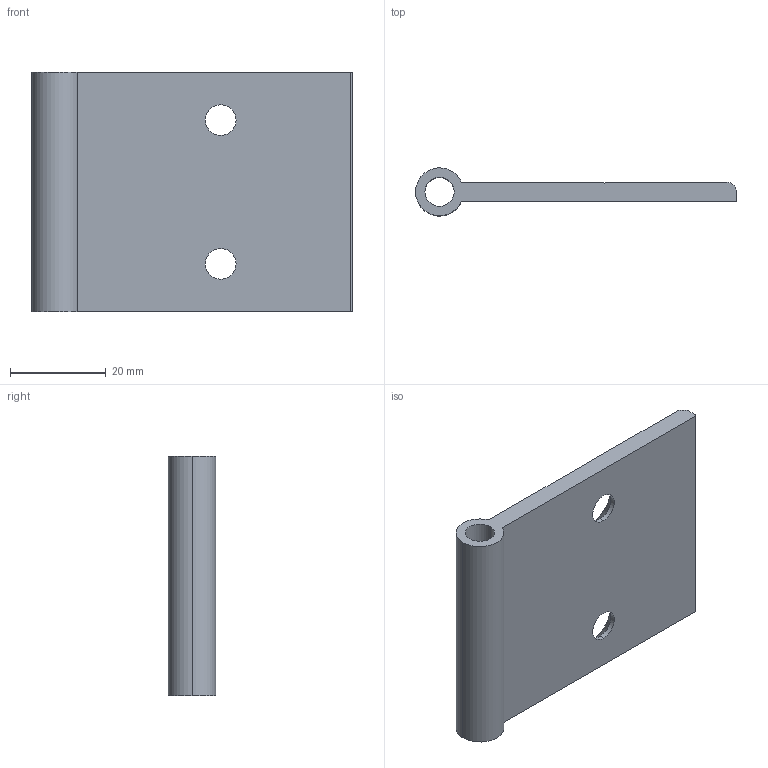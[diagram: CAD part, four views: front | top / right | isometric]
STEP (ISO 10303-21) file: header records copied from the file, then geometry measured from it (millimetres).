
FILE_DESCRIPTION((''),'2;1');
FILE_NAME('12159_TECAJ_AL_60','2022-09-19T08:19:16',('PredragRovcanin'),('Audax d.o.o.'),'CREO PARAMETRIC BY PTC INC, 2020281','CREO PARAMETRIC BY PTC INC, 2020281','');
FILE_SCHEMA(('AP242_MANAGED_MODEL_BASED_3D_ENGINEERING_MIM_LF { 1 0 10303 442 1 1 4 }'));
Length unit declared in the file: millimetre
Products named in the file (1): 12159_TECAJ_AL_60
Bounding box: 67 x 9.99 x 50 mm (x, y, z)
Volume: 13353.3 mm3; surface area: 8758.6 mm2
Topology: 1 solids, 1 shells, 26 faces, 75 edges, 52 vertices
Faces by surface type: plane 12, cylinder 10, cone 4
Entity records: 1565 total; most frequent: COLOUR_RGB 322, CARTESIAN_POINT 187, DIRECTION 147, ORIENTED_EDGE 144, PRESENTATION_STYLE_ASSIGNMENT 77, STYLED_ITEM 77, CURVE_STYLE 76, EDGE_CURVE 72
